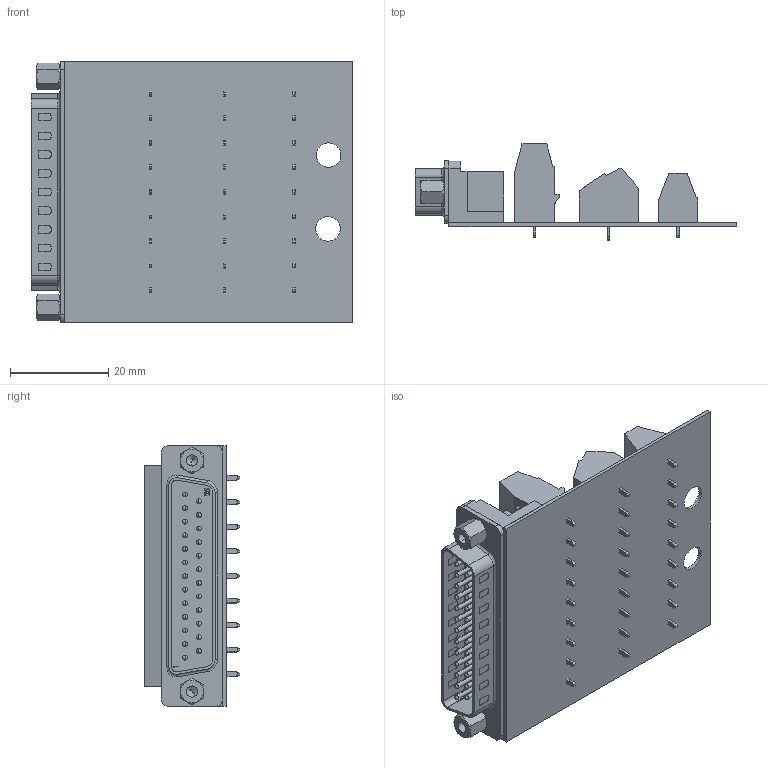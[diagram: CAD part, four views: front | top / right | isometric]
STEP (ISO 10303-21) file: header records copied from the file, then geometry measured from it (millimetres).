
FILE_DESCRIPTION (( 'STEP AP203' ), '1' );
FILE_NAME ('DGB25MT1.STEP', '2010-08-19T19:17:39', ( 'x' ), ( 'Microsoft' ), 'SwSTEP 2.0', 'SolidWorks 2010', '' );
FILE_SCHEMA (( 'CONFIG_CONTROL_DESIGN' ));
Products named in the file (7): ETB20 9 POS; ETB21 9 POS; DGB25MT1; DGB25MT1-MA1_PANDUIT PCB; ETB22 9 POS; DGB25MT1-MA2_Supplier Connector; DGB9MT1-MA3_.160lg hex x .190 thd
Assembly tree (7 placements, depth 2):
  DGB25MT1
    DGB25MT1-MA2_Supplier Connector
    ETB22 9 POS
    DGB9MT1-MA3_.160lg hex x .190 thd  x2
    ETB21 9 POS
    ETB20 9 POS
    DGB25MT1-MA1_PANDUIT PCB
Bounding box: 65.51 x 19.51 x 53.09 mm (x, y, z)
Volume: 21347.3 mm3; surface area: 19416.2 mm2
Topology: 7 solids, 7 shells, 1854 faces, 4937 edges, 3232 vertices
Faces by surface type: plane 1206, bspline 297, cylinder 232, sphere 58, cone 56, torus 5
Entity records: 82298 total; most frequent: CARTESIAN_POINT 38430, ORIENTED_EDGE 9442, DIRECTION 7791, EDGE_CURVE 4721, VECTOR 3487, LINE 3487, VERTEX_POINT 3121, AXIS2_PLACEMENT_3D 2152
